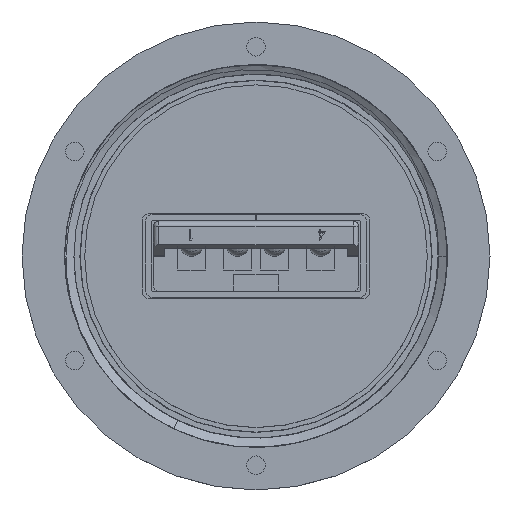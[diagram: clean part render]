
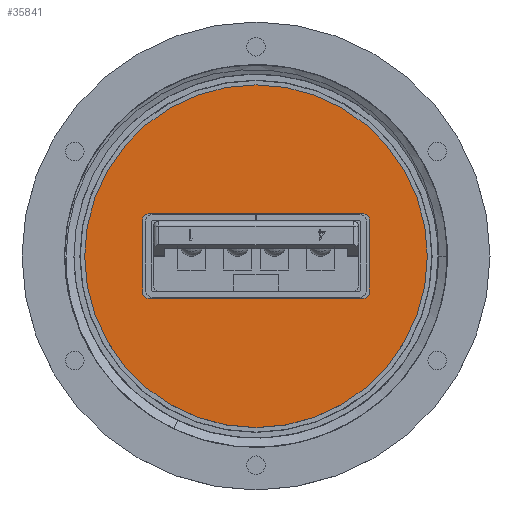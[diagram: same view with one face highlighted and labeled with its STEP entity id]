
A CAD part, top view. The second image highlights one B-rep face of the part: STEP entity #35841.
In plain terms, the highlighted planar face has unit normal (0, 0, 1).
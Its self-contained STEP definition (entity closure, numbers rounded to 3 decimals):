
#43 = VERTEX_POINT ( 'NONE', #6798 ) ;
#76 = VERTEX_POINT ( 'NONE', #40746 ) ;
#359 = CARTESIAN_POINT ( 'NONE',  ( 6.15, 2., 1. ) ) ;
#404 = DIRECTION ( 'NONE',  ( 1., 0., 0. ) ) ;
#1064 = CARTESIAN_POINT ( 'NONE',  ( 0., 0., 1. ) ) ;
#1476 = EDGE_CURVE ( 'NONE', #76, #25530, #13864, .T. ) ;
#1794 = AXIS2_PLACEMENT_3D ( 'NONE', #28063, #40859, #18339 ) ;
#1956 = ORIENTED_EDGE ( 'NONE', *, *, #8265, .T. ) ;
#2106 = VERTEX_POINT ( 'NONE', #10768 ) ;
#2362 = AXIS2_PLACEMENT_3D ( 'NONE', #1064, #14215, #37090 ) ;
#2445 = LINE ( 'NONE', #41230, #10730 ) ;
#2715 = ORIENTED_EDGE ( 'NONE', *, *, #26276, .F. ) ;
#2732 = CARTESIAN_POINT ( 'NONE',  ( -5.85, -2., 1. ) ) ;
#2906 = AXIS2_PLACEMENT_3D ( 'NONE', #24796, #15621, #28530 ) ;
#2970 = AXIS2_PLACEMENT_3D ( 'NONE', #11402, #7031, #404 ) ;
#4090 = ORIENTED_EDGE ( 'NONE', *, *, #14411, .F. ) ;
#4575 = CARTESIAN_POINT ( 'NONE',  ( -5.85, 2.3, 1. ) ) ;
#4640 = CIRCLE ( 'NONE', #2906, 0.3 ) ;
#6638 = CARTESIAN_POINT ( 'NONE',  ( 5.85, -2., 1. ) ) ;
#6769 = CARTESIAN_POINT ( 'NONE',  ( 5.85, 2.3, 1. ) ) ;
#6798 = CARTESIAN_POINT ( 'NONE',  ( -6.15, 2., 1. ) ) ;
#7031 = DIRECTION ( 'NONE',  ( 0., 0., 1. ) ) ;
#7324 = CARTESIAN_POINT ( 'NONE',  ( -9.3, 0., 1. ) ) ;
#8058 = FACE_OUTER_BOUND ( 'NONE', #23052, .T. ) ;
#8265 = EDGE_CURVE ( 'NONE', #2106, #41782, #9468, .T. ) ;
#9367 = EDGE_CURVE ( 'NONE', #2106, #13944, #27983, .T. ) ;
#9468 = CIRCLE ( 'NONE', #11280, 0.3 ) ;
#9719 = CARTESIAN_POINT ( 'NONE',  ( -6.15, -2.3, 1. ) ) ;
#10730 = VECTOR ( 'NONE', #21709, 1000. ) ;
#10768 = CARTESIAN_POINT ( 'NONE',  ( 6.15, -2., 1. ) ) ;
#11280 = AXIS2_PLACEMENT_3D ( 'NONE', #6638, #19922, #22809 ) ;
#11402 = CARTESIAN_POINT ( 'NONE',  ( 0., 0., 1. ) ) ;
#12323 = EDGE_CURVE ( 'NONE', #25530, #76, #13639, .T. ) ;
#12724 = VECTOR ( 'NONE', #19670, 1000. ) ;
#13639 = CIRCLE ( 'NONE', #2362, 9.3 ) ;
#13864 = CIRCLE ( 'NONE', #25254, 9.3 ) ;
#13944 = VERTEX_POINT ( 'NONE', #359 ) ;
#14215 = DIRECTION ( 'NONE',  ( 0., 0., 1. ) ) ;
#14411 = EDGE_CURVE ( 'NONE', #30153, #41782, #22519, .T. ) ;
#14535 = CARTESIAN_POINT ( 'NONE',  ( -6.15, 2.3, 1. ) ) ;
#14870 = LINE ( 'NONE', #14535, #36821 ) ;
#15621 = DIRECTION ( 'NONE',  ( 0., 0., -1. ) ) ;
#17149 = PLANE ( 'NONE',  #2970 ) ;
#17582 = VERTEX_POINT ( 'NONE', #4575 ) ;
#17731 = CARTESIAN_POINT ( 'NONE',  ( 0., 0., 1. ) ) ;
#17889 = ORIENTED_EDGE ( 'NONE', *, *, #12323, .T. ) ;
#18339 = DIRECTION ( 'NONE',  ( 1., 0., 0. ) ) ;
#19268 = VECTOR ( 'NONE', #28646, 1000. ) ;
#19670 = DIRECTION ( 'NONE',  ( 1., 0., 0. ) ) ;
#19922 = DIRECTION ( 'NONE',  ( 0., 0., -1. ) ) ;
#20563 = ORIENTED_EDGE ( 'NONE', *, *, #9367, .F. ) ;
#20690 = EDGE_LOOP ( 'NONE', ( #4090, #27570, #24048, #25975, #2715, #31756, #20563, #1956 ) ) ;
#21026 = DIRECTION ( 'NONE',  ( 0., 0., 1. ) ) ;
#21140 = DIRECTION ( 'NONE',  ( -1., 0., 0. ) ) ;
#21561 = VERTEX_POINT ( 'NONE', #6769 ) ;
#21660 = EDGE_CURVE ( 'NONE', #21561, #13944, #40721, .T. ) ;
#21709 = DIRECTION ( 'NONE',  ( 0., -1., 0. ) ) ;
#22519 = LINE ( 'NONE', #9719, #12724 ) ;
#22809 = DIRECTION ( 'NONE',  ( 1., 0., 0. ) ) ;
#23052 = EDGE_LOOP ( 'NONE', ( #17889, #35679 ) ) ;
#23245 = VERTEX_POINT ( 'NONE', #35905 ) ;
#24048 = ORIENTED_EDGE ( 'NONE', *, *, #34865, .F. ) ;
#24796 = CARTESIAN_POINT ( 'NONE',  ( -5.85, 2., 1. ) ) ;
#25135 = EDGE_CURVE ( 'NONE', #43, #17582, #4640, .T. ) ;
#25254 = AXIS2_PLACEMENT_3D ( 'NONE', #17731, #21026, #36854 ) ;
#25289 = AXIS2_PLACEMENT_3D ( 'NONE', #2732, #29048, #29583 ) ;
#25530 = VERTEX_POINT ( 'NONE', #7324 ) ;
#25975 = ORIENTED_EDGE ( 'NONE', *, *, #25135, .T. ) ;
#25992 = EDGE_CURVE ( 'NONE', #30153, #23245, #36867, .T. ) ;
#26276 = EDGE_CURVE ( 'NONE', #21561, #17582, #14870, .T. ) ;
#27570 = ORIENTED_EDGE ( 'NONE', *, *, #25992, .T. ) ;
#27983 = LINE ( 'NONE', #28066, #19268 ) ;
#28063 = CARTESIAN_POINT ( 'NONE',  ( 5.85, 2., 1. ) ) ;
#28066 = CARTESIAN_POINT ( 'NONE',  ( 6.15, 2.3, 1. ) ) ;
#28530 = DIRECTION ( 'NONE',  ( 1., 0., 0. ) ) ;
#28646 = DIRECTION ( 'NONE',  ( 0., 1., 0. ) ) ;
#29048 = DIRECTION ( 'NONE',  ( 0., 0., -1. ) ) ;
#29583 = DIRECTION ( 'NONE',  ( 1., 0., 0. ) ) ;
#30153 = VERTEX_POINT ( 'NONE', #39651 ) ;
#31382 = CARTESIAN_POINT ( 'NONE',  ( 5.85, -2.3, 1. ) ) ;
#31756 = ORIENTED_EDGE ( 'NONE', *, *, #21660, .T. ) ;
#34192 = FACE_BOUND ( 'NONE', #20690, .T. ) ;
#34865 = EDGE_CURVE ( 'NONE', #43, #23245, #2445, .T. ) ;
#35679 = ORIENTED_EDGE ( 'NONE', *, *, #1476, .T. ) ;
#35841 = ADVANCED_FACE ( 'NONE', ( #8058, #34192 ), #17149, .T. ) ;
#35905 = CARTESIAN_POINT ( 'NONE',  ( -6.15, -2., 1. ) ) ;
#36821 = VECTOR ( 'NONE', #21140, 1000. ) ;
#36854 = DIRECTION ( 'NONE',  ( 1., 0., 0. ) ) ;
#36867 = CIRCLE ( 'NONE', #25289, 0.3 ) ;
#37090 = DIRECTION ( 'NONE',  ( 1., 0., 0. ) ) ;
#39651 = CARTESIAN_POINT ( 'NONE',  ( -5.85, -2.3, 1. ) ) ;
#40721 = CIRCLE ( 'NONE', #1794, 0.3 ) ;
#40746 = CARTESIAN_POINT ( 'NONE',  ( 9.3, 0., 1. ) ) ;
#40859 = DIRECTION ( 'NONE',  ( 0., 0., -1. ) ) ;
#41230 = CARTESIAN_POINT ( 'NONE',  ( -6.15, 2.3, 1. ) ) ;
#41782 = VERTEX_POINT ( 'NONE', #31382 ) ;
